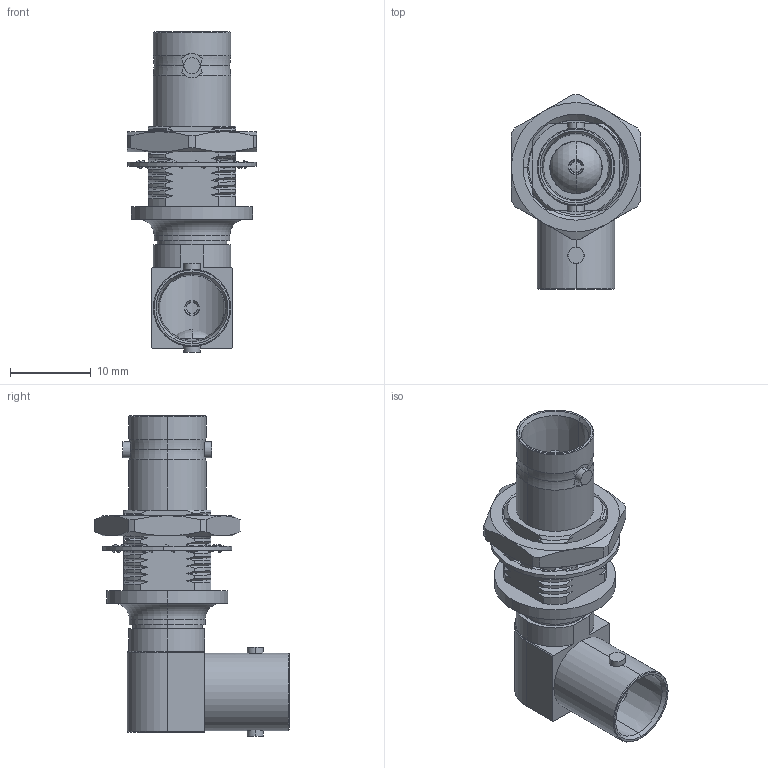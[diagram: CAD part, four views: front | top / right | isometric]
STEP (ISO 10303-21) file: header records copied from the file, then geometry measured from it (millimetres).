
FILE_DESCRIPTION (( 'STEP AP214' ), '1' );
FILE_NAME ('10-538-W66.STEP', '2025-05-14T14:57:06', ( '' ), ( '' ), 'SwSTEP 2.0', 'SolidWorks 2025', '' );
FILE_SCHEMA (( 'AUTOMOTIVE_DESIGN' ));
Length unit declared in the file: millimetre
Products named in the file (1): 10-538-W66
Bounding box: 16 x 24.1 x 39.7 mm (x, y, z)
Surface area: 3006.4 mm2 (no closed solid volume)
Topology: 0 solids, 13 shells, 350 faces, 1093 edges, 734 vertices
Faces by surface type: bspline 117, plane 87, cylinder 85, cone 49, torus 10, sphere 2
Entity records: 33938 total; most frequent: CARTESIAN_POINT 25597, ORIENTED_EDGE 1935, DIRECTION 1313, EDGE_CURVE 1093, VERTEX_POINT 734, AXIS2_PLACEMENT_3D 439, VECTOR 435, LINE 435
